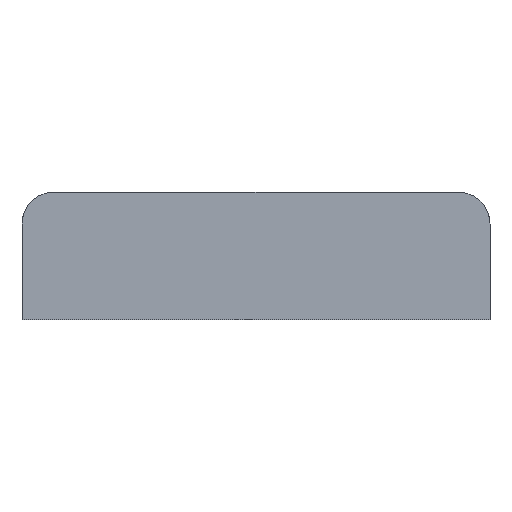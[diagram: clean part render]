
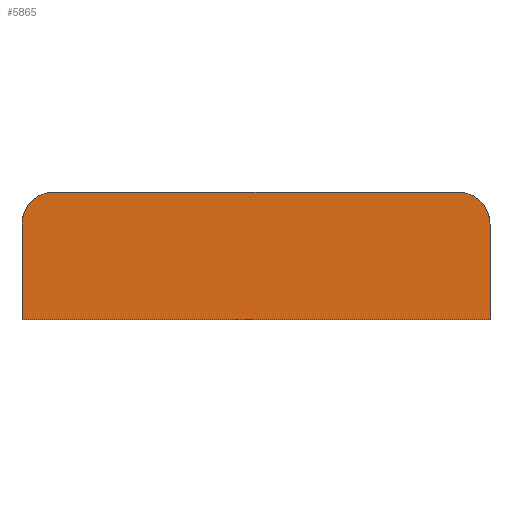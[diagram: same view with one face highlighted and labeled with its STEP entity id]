
A CAD part, front view. The second image highlights one B-rep face of the part: STEP entity #5865.
In plain terms, the highlighted planar face has unit normal (0, -1, 0).
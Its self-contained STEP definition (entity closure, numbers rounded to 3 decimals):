
#44 = PLANE('',#45);
#45 = AXIS2_PLACEMENT_3D('',#46,#47,#48);
#46 = CARTESIAN_POINT('',(44.,38.956,5.425));
#47 = DIRECTION('',(1.,0.,0.));
#48 = DIRECTION('',(0.,0.,1.));
#72 = PLANE('',#73);
#73 = AXIS2_PLACEMENT_3D('',#74,#75,#76);
#74 = CARTESIAN_POINT('',(0.,29.,0.));
#75 = DIRECTION('',(0.,0.,1.));
#76 = DIRECTION('',(1.,0.,0.));
#100 = PLANE('',#101);
#101 = AXIS2_PLACEMENT_3D('',#102,#103,#104);
#102 = CARTESIAN_POINT('',(0.,38.956,5.425));
#103 = DIRECTION('',(-1.,0.,0.));
#104 = DIRECTION('',(0.,0.,-1.));
#562 = VERTEX_POINT('',#563);
#563 = CARTESIAN_POINT('',(44.,29.,9.));
#577 = CYLINDRICAL_SURFACE('',#578,3.);
#578 = AXIS2_PLACEMENT_3D('',#579,#580,#581);
#579 = CARTESIAN_POINT('',(41.,29.,9.));
#580 = DIRECTION('',(0.,1.,0.));
#581 = DIRECTION('',(0.,0.,1.));
#589 = EDGE_CURVE('',#590,#562,#592,.T.);
#590 = VERTEX_POINT('',#591);
#591 = CARTESIAN_POINT('',(44.,29.,0.));
#592 = SURFACE_CURVE('',#593,(#597,#604),.PCURVE_S1.);
#593 = LINE('',#594,#595);
#594 = CARTESIAN_POINT('',(44.,29.,0.));
#595 = VECTOR('',#596,1.);
#596 = DIRECTION('',(0.,0.,1.));
#597 = PCURVE('',#44,#598);
#598 = DEFINITIONAL_REPRESENTATION('',(#599),#603);
#599 = LINE('',#600,#601);
#600 = CARTESIAN_POINT('',(-5.425,9.956));
#601 = VECTOR('',#602,1.);
#602 = DIRECTION('',(1.,0.));
#603 = ( GEOMETRIC_REPRESENTATION_CONTEXT(2) 
PARAMETRIC_REPRESENTATION_CONTEXT() REPRESENTATION_CONTEXT('2D SPACE',''
  ) );
#604 = PCURVE('',#605,#610);
#605 = PLANE('',#606);
#606 = AXIS2_PLACEMENT_3D('',#607,#608,#609);
#607 = CARTESIAN_POINT('',(0.,29.,0.));
#608 = DIRECTION('',(0.,1.,0.));
#609 = DIRECTION('',(0.,0.,1.));
#610 = DEFINITIONAL_REPRESENTATION('',(#611),#615);
#611 = LINE('',#612,#613);
#612 = CARTESIAN_POINT('',(0.,44.));
#613 = VECTOR('',#614,1.);
#614 = DIRECTION('',(1.,0.));
#615 = ( GEOMETRIC_REPRESENTATION_CONTEXT(2) 
PARAMETRIC_REPRESENTATION_CONTEXT() REPRESENTATION_CONTEXT('2D SPACE',''
  ) );
#721 = EDGE_CURVE('',#722,#590,#724,.T.);
#722 = VERTEX_POINT('',#723);
#723 = CARTESIAN_POINT('',(0.,29.,0.));
#724 = SURFACE_CURVE('',#725,(#729,#736),.PCURVE_S1.);
#725 = LINE('',#726,#727);
#726 = CARTESIAN_POINT('',(0.,29.,0.));
#727 = VECTOR('',#728,1.);
#728 = DIRECTION('',(1.,0.,0.));
#729 = PCURVE('',#72,#730);
#730 = DEFINITIONAL_REPRESENTATION('',(#731),#735);
#731 = LINE('',#732,#733);
#732 = CARTESIAN_POINT('',(0.,0.));
#733 = VECTOR('',#734,1.);
#734 = DIRECTION('',(1.,0.));
#735 = ( GEOMETRIC_REPRESENTATION_CONTEXT(2) 
PARAMETRIC_REPRESENTATION_CONTEXT() REPRESENTATION_CONTEXT('2D SPACE',''
  ) );
#736 = PCURVE('',#605,#737);
#737 = DEFINITIONAL_REPRESENTATION('',(#738),#742);
#738 = LINE('',#739,#740);
#739 = CARTESIAN_POINT('',(0.,0.));
#740 = VECTOR('',#741,1.);
#741 = DIRECTION('',(0.,1.));
#742 = ( GEOMETRIC_REPRESENTATION_CONTEXT(2) 
PARAMETRIC_REPRESENTATION_CONTEXT() REPRESENTATION_CONTEXT('2D SPACE',''
  ) );
#1030 = EDGE_CURVE('',#722,#1031,#1033,.T.);
#1031 = VERTEX_POINT('',#1032);
#1032 = CARTESIAN_POINT('',(0.,29.,9.));
#1033 = SURFACE_CURVE('',#1034,(#1038,#1045),.PCURVE_S1.);
#1034 = LINE('',#1035,#1036);
#1035 = CARTESIAN_POINT('',(0.,29.,0.));
#1036 = VECTOR('',#1037,1.);
#1037 = DIRECTION('',(0.,0.,1.));
#1038 = PCURVE('',#100,#1039);
#1039 = DEFINITIONAL_REPRESENTATION('',(#1040),#1044);
#1040 = LINE('',#1041,#1042);
#1041 = CARTESIAN_POINT('',(5.425,9.956));
#1042 = VECTOR('',#1043,1.);
#1043 = DIRECTION('',(-1.,0.));
#1044 = ( GEOMETRIC_REPRESENTATION_CONTEXT(2) 
PARAMETRIC_REPRESENTATION_CONTEXT() REPRESENTATION_CONTEXT('2D SPACE',''
  ) );
#1045 = PCURVE('',#605,#1046);
#1046 = DEFINITIONAL_REPRESENTATION('',(#1047),#1051);
#1047 = LINE('',#1048,#1049);
#1048 = CARTESIAN_POINT('',(0.,0.));
#1049 = VECTOR('',#1050,1.);
#1050 = DIRECTION('',(1.,0.));
#1051 = ( GEOMETRIC_REPRESENTATION_CONTEXT(2) 
PARAMETRIC_REPRESENTATION_CONTEXT() REPRESENTATION_CONTEXT('2D SPACE',''
  ) );
#1069 = CYLINDRICAL_SURFACE('',#1070,3.);
#1070 = AXIS2_PLACEMENT_3D('',#1071,#1072,#1073);
#1071 = CARTESIAN_POINT('',(3.,29.,9.));
#1072 = DIRECTION('',(0.,1.,0.));
#1073 = DIRECTION('',(0.,0.,1.));
#5865 = ADVANCED_FACE('',(#5866),#605,.F.);
#5866 = FACE_BOUND('',#5867,.F.);
#5867 = EDGE_LOOP('',(#5868,#5869,#5870,#5871,#5899,#5927));
#5868 = ORIENTED_EDGE('',*,*,#589,.F.);
#5869 = ORIENTED_EDGE('',*,*,#721,.F.);
#5870 = ORIENTED_EDGE('',*,*,#1030,.T.);
#5871 = ORIENTED_EDGE('',*,*,#5872,.F.);
#5872 = EDGE_CURVE('',#5873,#1031,#5875,.T.);
#5873 = VERTEX_POINT('',#5874);
#5874 = CARTESIAN_POINT('',(3.,29.,12.));
#5875 = SURFACE_CURVE('',#5876,(#5881,#5892),.PCURVE_S1.);
#5876 = CIRCLE('',#5877,3.);
#5877 = AXIS2_PLACEMENT_3D('',#5878,#5879,#5880);
#5878 = CARTESIAN_POINT('',(3.,29.,9.));
#5879 = DIRECTION('',(0.,-1.,0.));
#5880 = DIRECTION('',(0.,0.,1.));
#5881 = PCURVE('',#605,#5882);
#5882 = DEFINITIONAL_REPRESENTATION('',(#5883),#5891);
#5883 = ( BOUNDED_CURVE() B_SPLINE_CURVE(2,(#5884,#5885,#5886,#5887,
#5888,#5889,#5890),.UNSPECIFIED.,.T.,.F.) B_SPLINE_CURVE_WITH_KNOTS((1,2
    ,2,2,2,1),(-2.094,0.,2.094,4.189,
6.283,8.378),.UNSPECIFIED.) CURVE() 
GEOMETRIC_REPRESENTATION_ITEM() RATIONAL_B_SPLINE_CURVE((1.,0.5,1.,0.5,
1.,0.5,1.)) REPRESENTATION_ITEM('') );
#5884 = CARTESIAN_POINT('',(12.,3.));
#5885 = CARTESIAN_POINT('',(12.,-2.196));
#5886 = CARTESIAN_POINT('',(7.5,0.402));
#5887 = CARTESIAN_POINT('',(3.,3.));
#5888 = CARTESIAN_POINT('',(7.5,5.598));
#5889 = CARTESIAN_POINT('',(12.,8.196));
#5890 = CARTESIAN_POINT('',(12.,3.));
#5891 = ( GEOMETRIC_REPRESENTATION_CONTEXT(2) 
PARAMETRIC_REPRESENTATION_CONTEXT() REPRESENTATION_CONTEXT('2D SPACE',''
  ) );
#5892 = PCURVE('',#1069,#5893);
#5893 = DEFINITIONAL_REPRESENTATION('',(#5894),#5898);
#5894 = LINE('',#5895,#5896);
#5895 = CARTESIAN_POINT('',(0.,0.));
#5896 = VECTOR('',#5897,1.);
#5897 = DIRECTION('',(-1.,0.));
#5898 = ( GEOMETRIC_REPRESENTATION_CONTEXT(2) 
PARAMETRIC_REPRESENTATION_CONTEXT() REPRESENTATION_CONTEXT('2D SPACE',''
  ) );
#5899 = ORIENTED_EDGE('',*,*,#5900,.T.);
#5900 = EDGE_CURVE('',#5873,#5901,#5903,.T.);
#5901 = VERTEX_POINT('',#5902);
#5902 = CARTESIAN_POINT('',(41.,29.,12.));
#5903 = SURFACE_CURVE('',#5904,(#5908,#5915),.PCURVE_S1.);
#5904 = LINE('',#5905,#5906);
#5905 = CARTESIAN_POINT('',(0.,29.,12.));
#5906 = VECTOR('',#5907,1.);
#5907 = DIRECTION('',(1.,0.,0.));
#5908 = PCURVE('',#605,#5909);
#5909 = DEFINITIONAL_REPRESENTATION('',(#5910),#5914);
#5910 = LINE('',#5911,#5912);
#5911 = CARTESIAN_POINT('',(12.,0.));
#5912 = VECTOR('',#5913,1.);
#5913 = DIRECTION('',(0.,1.));
#5914 = ( GEOMETRIC_REPRESENTATION_CONTEXT(2) 
PARAMETRIC_REPRESENTATION_CONTEXT() REPRESENTATION_CONTEXT('2D SPACE',''
  ) );
#5915 = PCURVE('',#5916,#5921);
#5916 = PLANE('',#5917);
#5917 = AXIS2_PLACEMENT_3D('',#5918,#5919,#5920);
#5918 = CARTESIAN_POINT('',(0.,29.,12.));
#5919 = DIRECTION('',(0.,0.,1.));
#5920 = DIRECTION('',(1.,0.,0.));
#5921 = DEFINITIONAL_REPRESENTATION('',(#5922),#5926);
#5922 = LINE('',#5923,#5924);
#5923 = CARTESIAN_POINT('',(0.,0.));
#5924 = VECTOR('',#5925,1.);
#5925 = DIRECTION('',(1.,0.));
#5926 = ( GEOMETRIC_REPRESENTATION_CONTEXT(2) 
PARAMETRIC_REPRESENTATION_CONTEXT() REPRESENTATION_CONTEXT('2D SPACE',''
  ) );
#5927 = ORIENTED_EDGE('',*,*,#5928,.T.);
#5928 = EDGE_CURVE('',#5901,#562,#5929,.T.);
#5929 = SURFACE_CURVE('',#5930,(#5935,#5942),.PCURVE_S1.);
#5930 = CIRCLE('',#5931,3.);
#5931 = AXIS2_PLACEMENT_3D('',#5932,#5933,#5934);
#5932 = CARTESIAN_POINT('',(41.,29.,9.));
#5933 = DIRECTION('',(0.,1.,0.));
#5934 = DIRECTION('',(0.,0.,1.));
#5935 = PCURVE('',#605,#5936);
#5936 = DEFINITIONAL_REPRESENTATION('',(#5937),#5941);
#5937 = CIRCLE('',#5938,3.);
#5938 = AXIS2_PLACEMENT_2D('',#5939,#5940);
#5939 = CARTESIAN_POINT('',(9.,41.));
#5940 = DIRECTION('',(1.,0.));
#5941 = ( GEOMETRIC_REPRESENTATION_CONTEXT(2) 
PARAMETRIC_REPRESENTATION_CONTEXT() REPRESENTATION_CONTEXT('2D SPACE',''
  ) );
#5942 = PCURVE('',#577,#5943);
#5943 = DEFINITIONAL_REPRESENTATION('',(#5944),#5948);
#5944 = LINE('',#5945,#5946);
#5945 = CARTESIAN_POINT('',(0.,0.));
#5946 = VECTOR('',#5947,1.);
#5947 = DIRECTION('',(1.,0.));
#5948 = ( GEOMETRIC_REPRESENTATION_CONTEXT(2) 
PARAMETRIC_REPRESENTATION_CONTEXT() REPRESENTATION_CONTEXT('2D SPACE',''
  ) );
